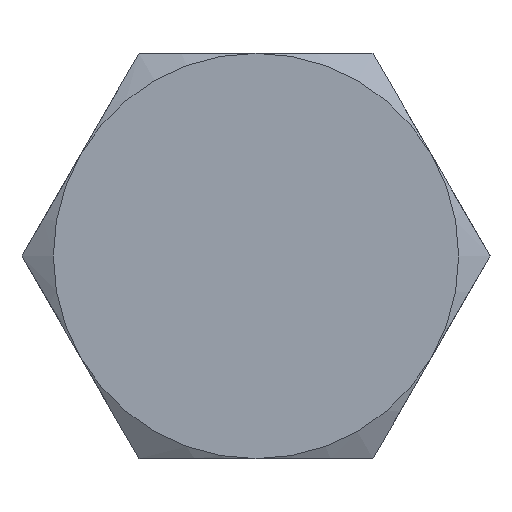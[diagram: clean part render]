
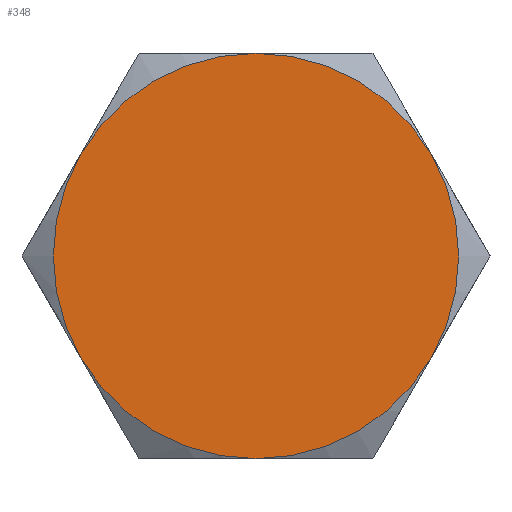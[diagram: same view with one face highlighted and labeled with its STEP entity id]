
A CAD part, left-side view. The second image highlights one B-rep face of the part: STEP entity #348.
In plain terms, the highlighted planar face has unit normal (-1, 0, 0).
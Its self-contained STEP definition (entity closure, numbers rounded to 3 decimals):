
#81=CIRCLE('',#373,6.5);
#82=CIRCLE('',#375,6.5);
#83=CIRCLE('',#377,6.5);
#84=CIRCLE('',#379,6.5);
#85=CIRCLE('',#381,6.5);
#86=CIRCLE('',#383,6.5);
#118=VERTEX_POINT('',#466);
#122=VERTEX_POINT('',#480);
#125=VERTEX_POINT('',#492);
#129=VERTEX_POINT('',#505);
#133=VERTEX_POINT('',#519);
#143=VERTEX_POINT('',#558);
#193=EDGE_CURVE('',#129,#133,#81,.T.);
#194=EDGE_CURVE('',#133,#125,#82,.T.);
#195=EDGE_CURVE('',#143,#129,#83,.T.);
#196=EDGE_CURVE('',#118,#143,#84,.T.);
#197=EDGE_CURVE('',#122,#118,#85,.T.);
#198=EDGE_CURVE('',#125,#122,#86,.T.);
#279=ORIENTED_EDGE('',*,*,#195,.F.);
#280=ORIENTED_EDGE('',*,*,#196,.F.);
#281=ORIENTED_EDGE('',*,*,#197,.F.);
#282=ORIENTED_EDGE('',*,*,#198,.F.);
#283=ORIENTED_EDGE('',*,*,#194,.F.);
#284=ORIENTED_EDGE('',*,*,#193,.F.);
#306=EDGE_LOOP('',(#279,#280,#281,#282,#283,#284));
#328=FACE_BOUND('',#306,.T.);
#348=ADVANCED_FACE('',(#328),#584,.F.);
#373=AXIS2_PLACEMENT_3D('',#563,#438,#439);
#375=AXIS2_PLACEMENT_3D('',#565,#442,#443);
#377=AXIS2_PLACEMENT_3D('',#567,#446,#447);
#379=AXIS2_PLACEMENT_3D('',#569,#450,#451);
#381=AXIS2_PLACEMENT_3D('',#571,#454,#455);
#383=AXIS2_PLACEMENT_3D('',#573,#458,#459);
#384=AXIS2_PLACEMENT_3D('',#574,#460,$);
#438=DIRECTION('',(1.,0.,0.));
#439=DIRECTION('',(0.,0.,-6.5));
#442=DIRECTION('',(1.,0.,0.));
#443=DIRECTION('',(0.,0.,-6.5));
#446=DIRECTION('',(1.,0.,0.));
#447=DIRECTION('',(0.,0.,-6.5));
#450=DIRECTION('',(1.,0.,0.));
#451=DIRECTION('',(0.,0.,-6.5));
#454=DIRECTION('',(1.,0.,0.));
#455=DIRECTION('',(0.,0.,-6.5));
#458=DIRECTION('',(1.,0.,0.));
#459=DIRECTION('',(0.,0.,-6.5));
#460=DIRECTION('',(1.,0.,0.));
#466=CARTESIAN_POINT('',(-5.3,0.,-6.5));
#480=CARTESIAN_POINT('',(-5.3,-5.629,-3.25));
#492=CARTESIAN_POINT('',(-5.3,-5.629,3.25));
#505=CARTESIAN_POINT('',(-5.3,5.629,3.25));
#519=CARTESIAN_POINT('',(-5.3,0.,6.5));
#558=CARTESIAN_POINT('',(-5.3,5.629,-3.25));
#563=CARTESIAN_POINT('',(-5.3,0.,0.));
#565=CARTESIAN_POINT('',(-5.3,0.,0.));
#567=CARTESIAN_POINT('',(-5.3,0.,0.));
#569=CARTESIAN_POINT('',(-5.3,0.,0.));
#571=CARTESIAN_POINT('',(-5.3,0.,0.));
#573=CARTESIAN_POINT('',(-5.3,0.,0.));
#574=CARTESIAN_POINT('',(-5.3,0.,0.));
#584=PLANE('',#384);
